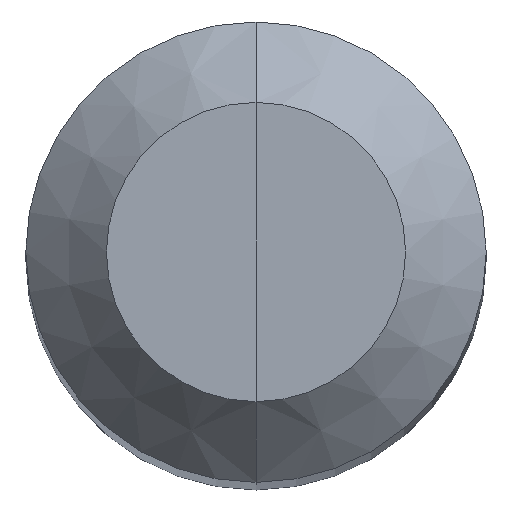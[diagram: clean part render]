
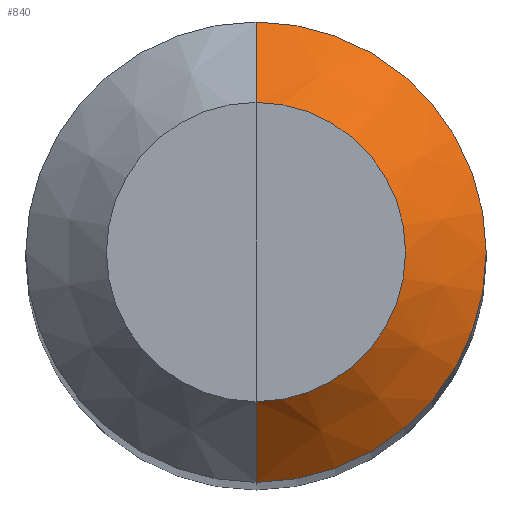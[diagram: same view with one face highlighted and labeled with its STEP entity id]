
A CAD part, top view. The second image highlights one B-rep face of the part: STEP entity #840.
In plain terms, the highlighted conical face has half-angle 45 degrees and reference radius 2 mm.
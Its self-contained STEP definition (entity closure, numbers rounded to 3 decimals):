
#726 = CYLINDRICAL_SURFACE('',#727,2.);
#727 = AXIS2_PLACEMENT_3D('',#728,#729,#730);
#728 = CARTESIAN_POINT('',(0.,0.,-38.1));
#729 = DIRECTION('',(0.,0.,1.));
#730 = DIRECTION('',(0.,-1.,0.));
#764 = VERTEX_POINT('',#765);
#765 = CARTESIAN_POINT('',(0.,2.,-0.7));
#791 = EDGE_CURVE('',#792,#764,#794,.T.);
#792 = VERTEX_POINT('',#793);
#793 = CARTESIAN_POINT('',(0.,-2.,-0.7));
#794 = SURFACE_CURVE('',#795,(#800,#807),.PCURVE_S1.);
#795 = CIRCLE('',#796,2.);
#796 = AXIS2_PLACEMENT_3D('',#797,#798,#799);
#797 = CARTESIAN_POINT('',(0.,0.,-0.7));
#798 = DIRECTION('',(0.,0.,1.));
#799 = DIRECTION('',(0.,-1.,0.));
#800 = PCURVE('',#726,#801);
#801 = DEFINITIONAL_REPRESENTATION('',(#802),#806);
#802 = LINE('',#803,#804);
#803 = CARTESIAN_POINT('',(0.,37.4));
#804 = VECTOR('',#805,1.);
#805 = DIRECTION('',(1.,0.));
#806 = ( GEOMETRIC_REPRESENTATION_CONTEXT(2) 
PARAMETRIC_REPRESENTATION_CONTEXT() REPRESENTATION_CONTEXT('2D SPACE',''
  ) );
#807 = PCURVE('',#808,#813);
#808 = CONICAL_SURFACE('',#809,2.,0.785);
#809 = AXIS2_PLACEMENT_3D('',#810,#811,#812);
#810 = CARTESIAN_POINT('',(0.,0.,-0.7));
#811 = DIRECTION('',(-0.,-0.,-1.));
#812 = DIRECTION('',(0.,-1.,0.));
#813 = DEFINITIONAL_REPRESENTATION('',(#814),#818);
#814 = LINE('',#815,#816);
#815 = CARTESIAN_POINT('',(-0.,-0.));
#816 = VECTOR('',#817,1.);
#817 = DIRECTION('',(-1.,-0.));
#818 = ( GEOMETRIC_REPRESENTATION_CONTEXT(2) 
PARAMETRIC_REPRESENTATION_CONTEXT() REPRESENTATION_CONTEXT('2D SPACE',''
  ) );
#840 = ADVANCED_FACE('',(#841),#808,.T.);
#841 = FACE_BOUND('',#842,.T.);
#842 = EDGE_LOOP('',(#843,#844,#872,#901));
#843 = ORIENTED_EDGE('',*,*,#791,.T.);
#844 = ORIENTED_EDGE('',*,*,#845,.T.);
#845 = EDGE_CURVE('',#764,#846,#848,.T.);
#846 = VERTEX_POINT('',#847);
#847 = CARTESIAN_POINT('',(0.,1.3,0.));
#848 = SURFACE_CURVE('',#849,(#853,#860),.PCURVE_S1.);
#849 = LINE('',#850,#851);
#850 = CARTESIAN_POINT('',(0.,2.,-0.7));
#851 = VECTOR('',#852,1.);
#852 = DIRECTION('',(0.,-0.707,0.707)
  );
#853 = PCURVE('',#808,#854);
#854 = DEFINITIONAL_REPRESENTATION('',(#855),#859);
#855 = LINE('',#856,#857);
#856 = CARTESIAN_POINT('',(-3.142,-0.));
#857 = VECTOR('',#858,1.);
#858 = DIRECTION('',(-0.,-1.));
#859 = ( GEOMETRIC_REPRESENTATION_CONTEXT(2) 
PARAMETRIC_REPRESENTATION_CONTEXT() REPRESENTATION_CONTEXT('2D SPACE',''
  ) );
#860 = PCURVE('',#861,#866);
#861 = CONICAL_SURFACE('',#862,2.,0.785);
#862 = AXIS2_PLACEMENT_3D('',#863,#864,#865);
#863 = CARTESIAN_POINT('',(0.,0.,-0.7));
#864 = DIRECTION('',(-0.,-0.,-1.));
#865 = DIRECTION('',(0.,-1.,0.));
#866 = DEFINITIONAL_REPRESENTATION('',(#867),#871);
#867 = LINE('',#868,#869);
#868 = CARTESIAN_POINT('',(3.142,-0.));
#869 = VECTOR('',#870,1.);
#870 = DIRECTION('',(0.,-1.));
#871 = ( GEOMETRIC_REPRESENTATION_CONTEXT(2) 
PARAMETRIC_REPRESENTATION_CONTEXT() REPRESENTATION_CONTEXT('2D SPACE',''
  ) );
#872 = ORIENTED_EDGE('',*,*,#873,.F.);
#873 = EDGE_CURVE('',#874,#846,#876,.T.);
#874 = VERTEX_POINT('',#875);
#875 = CARTESIAN_POINT('',(0.,-1.3,0.));
#876 = SURFACE_CURVE('',#877,(#882,#889),.PCURVE_S1.);
#877 = CIRCLE('',#878,1.3);
#878 = AXIS2_PLACEMENT_3D('',#879,#880,#881);
#879 = CARTESIAN_POINT('',(0.,0.,0.));
#880 = DIRECTION('',(0.,0.,1.));
#881 = DIRECTION('',(0.,-1.,0.));
#882 = PCURVE('',#808,#883);
#883 = DEFINITIONAL_REPRESENTATION('',(#884),#888);
#884 = LINE('',#885,#886);
#885 = CARTESIAN_POINT('',(-0.,-0.7));
#886 = VECTOR('',#887,1.);
#887 = DIRECTION('',(-1.,-0.));
#888 = ( GEOMETRIC_REPRESENTATION_CONTEXT(2) 
PARAMETRIC_REPRESENTATION_CONTEXT() REPRESENTATION_CONTEXT('2D SPACE',''
  ) );
#889 = PCURVE('',#890,#895);
#890 = PLANE('',#891);
#891 = AXIS2_PLACEMENT_3D('',#892,#893,#894);
#892 = CARTESIAN_POINT('',(0.,0.,0.));
#893 = DIRECTION('',(0.,0.,1.));
#894 = DIRECTION('',(0.,-1.,0.));
#895 = DEFINITIONAL_REPRESENTATION('',(#896),#900);
#896 = CIRCLE('',#897,1.3);
#897 = AXIS2_PLACEMENT_2D('',#898,#899);
#898 = CARTESIAN_POINT('',(0.,0.));
#899 = DIRECTION('',(1.,0.));
#900 = ( GEOMETRIC_REPRESENTATION_CONTEXT(2) 
PARAMETRIC_REPRESENTATION_CONTEXT() REPRESENTATION_CONTEXT('2D SPACE',''
  ) );
#901 = ORIENTED_EDGE('',*,*,#902,.F.);
#902 = EDGE_CURVE('',#792,#874,#903,.T.);
#903 = SURFACE_CURVE('',#904,(#908,#915),.PCURVE_S1.);
#904 = LINE('',#905,#906);
#905 = CARTESIAN_POINT('',(0.,-2.,-0.7));
#906 = VECTOR('',#907,1.);
#907 = DIRECTION('',(0.,0.707,0.707));
#908 = PCURVE('',#808,#909);
#909 = DEFINITIONAL_REPRESENTATION('',(#910),#914);
#910 = LINE('',#911,#912);
#911 = CARTESIAN_POINT('',(-0.,-0.));
#912 = VECTOR('',#913,1.);
#913 = DIRECTION('',(-0.,-1.));
#914 = ( GEOMETRIC_REPRESENTATION_CONTEXT(2) 
PARAMETRIC_REPRESENTATION_CONTEXT() REPRESENTATION_CONTEXT('2D SPACE',''
  ) );
#915 = PCURVE('',#861,#916);
#916 = DEFINITIONAL_REPRESENTATION('',(#917),#921);
#917 = LINE('',#918,#919);
#918 = CARTESIAN_POINT('',(0.,-0.));
#919 = VECTOR('',#920,1.);
#920 = DIRECTION('',(0.,-1.));
#921 = ( GEOMETRIC_REPRESENTATION_CONTEXT(2) 
PARAMETRIC_REPRESENTATION_CONTEXT() REPRESENTATION_CONTEXT('2D SPACE',''
  ) );
